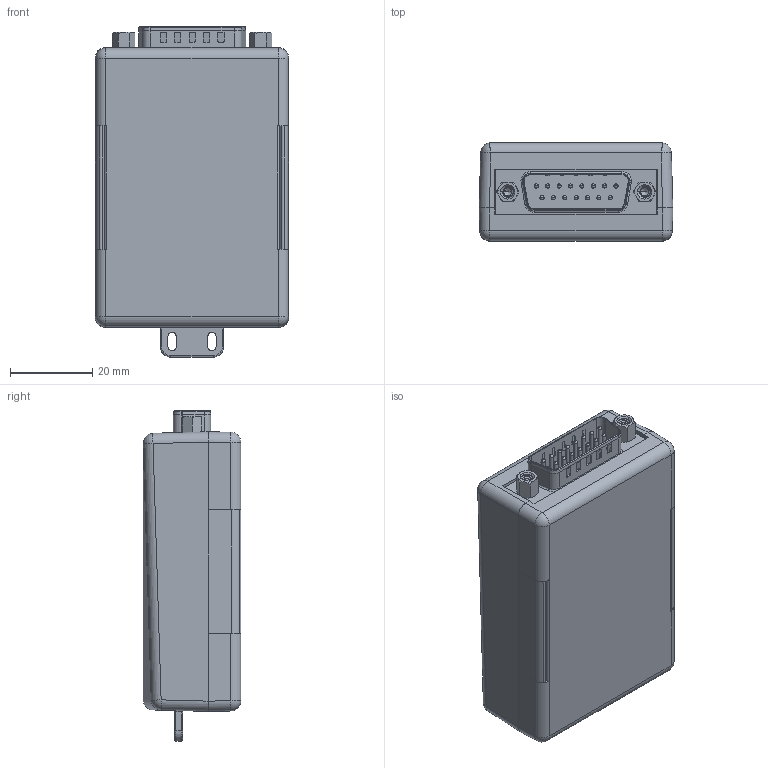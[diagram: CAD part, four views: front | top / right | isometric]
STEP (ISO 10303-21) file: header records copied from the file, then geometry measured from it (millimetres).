
FILE_DESCRIPTION (( 'STEP AP214' ), '1' );
FILE_NAME ('DGB15MT1-CVR.STEP', '2015-08-31T15:37:19', ( 'L-Com' ), ( 'L-Com Global Connectivity' ), 'SwSTEP 2.0', 'SolidWorks 2014', '' );
FILE_SCHEMA (( 'AUTOMOTIVE_DESIGN' ));
Length unit declared in the file: millimetre
Products named in the file (12): ETB20 5 POS; ETB21 5 POS; ETB22 6 POS; DGB15MT1-MA3___; 3AA02-010; DGB FIELD TERM HEX SCREW; DGB15MT1-MA2; DGB15MT1-MA1; DGB15MT1-CVR; 1AG01-222; 1AG01-221; DGB15MT1
Assembly tree (13 placements, depth 3):
  DGB15MT1-CVR
    DGB15MT1
      DGB15MT1-MA1
      DGB15MT1-MA2
      DGB FIELD TERM HEX SCREW  x2
      3AA02-010  x2
      DGB15MT1-MA3___
      ETB22 6 POS
      ETB21 5 POS
      ETB20 5 POS
    1AG01-221
    1AG01-222
Bounding box: 47.1 x 23.8 x 80.34 mm (x, y, z)
Volume: 30795.2 mm3; surface area: 37792.2 mm2
Topology: 12 solids, 12 shells, 1769 faces, 4701 edges, 3030 vertices
Faces by surface type: plane 1103, cylinder 333, bspline 183, cone 61, sphere 46, torus 43
Entity records: 69661 total; most frequent: CARTESIAN_POINT 21245, ORIENTED_EDGE 8806, DIRECTION 7474, EDGE_CURVE 4403, VECTOR 3226, LINE 3226, VERTEX_POINT 2861, AXIS2_PLACEMENT_3D 2124
